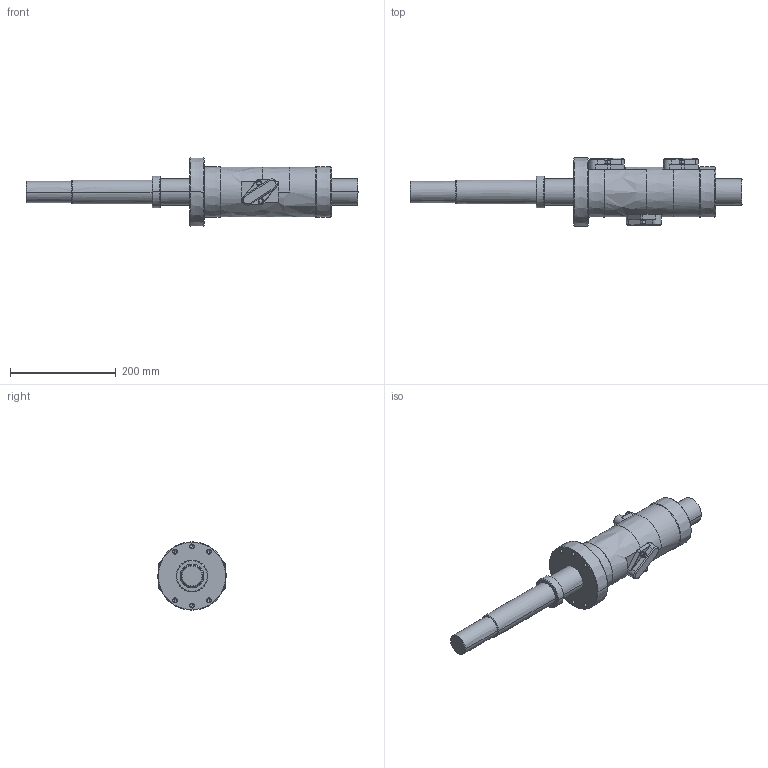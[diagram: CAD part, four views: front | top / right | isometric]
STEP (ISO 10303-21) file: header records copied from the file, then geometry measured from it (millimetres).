
FILE_DESCRIPTION((''),'2;1');
FILE_NAME('00_HSP5020FD_ASM','2022-07-13T17:30:58',('10019049'),(''),'CREO PARAMETRIC BY PTC INC, 2019080','CREO PARAMETRIC BY PTC INC, 2019080','');
FILE_SCHEMA(('CONFIG_CONTROL_DESIGN'));
Length unit declared in the file: millimetre
Products named in the file (6): NUT_HSP5020FD; SHAFT_HSP5020FD; LOCKER_HSP5020FD; __6_0001; M616_0001; 00_HSP5020FD_ASM
Assembly tree (17 placements, depth 2):
  00_HSP5020FD_ASM
    NUT_HSP5020FD
    SHAFT_HSP5020FD
    LOCKER_HSP5020FD  x3
    __6_0001  x6
    M616_0001  x6
Bounding box: 627 x 129 x 129 mm (x, y, z)
Surface area: 278074.6 mm2 (no closed solid volume)
Topology: 0 solids, 0 shells, 438 faces, 2044 edges, 2008 vertices
Faces by surface type: bspline 407, torus 31
Entity records: 23292 total; most frequent: CARTESIAN_POINT 13924, DIRECTION 1539, TRIMMED_CURVE 1265, VECTOR 1051, LINE 1051, DEFINITIONAL_REPRESENTATION 984, PCURVE 984, COMPOSITE_CURVE_SEGMENT 984
